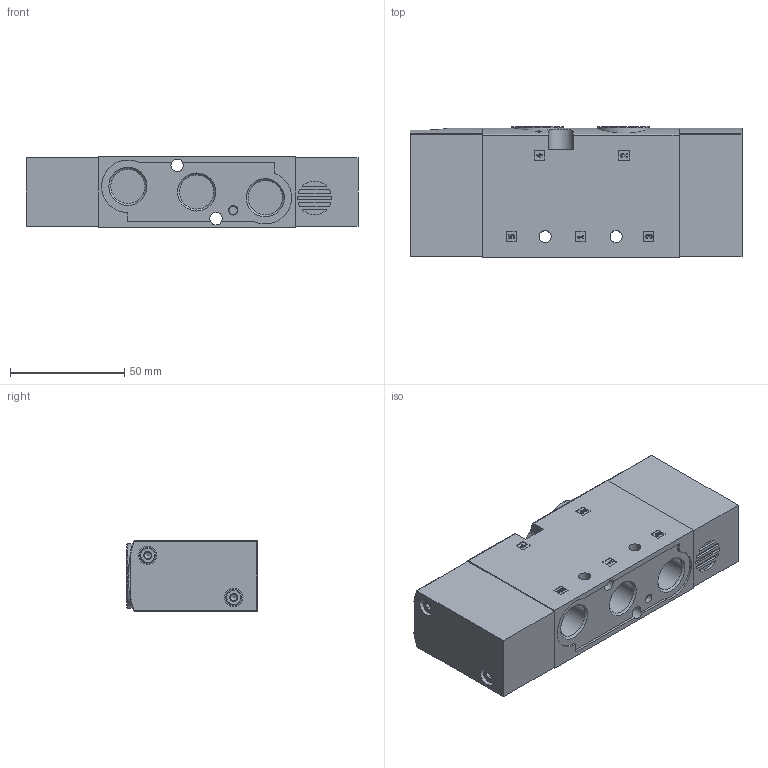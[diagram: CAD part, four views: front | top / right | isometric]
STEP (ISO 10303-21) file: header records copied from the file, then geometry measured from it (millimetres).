
FILE_DESCRIPTION(/* description */ ('STEP AP214'),/* implementation_level */ '2;1');
FILE_NAME(/* name */ '8096576_VUWS-LT30-M52-M-G38',/* time_stamp */ '2024-09-17T23:18:08+02:00',/* author */ ('License CC BY-ND 4.0'),/* organization */ ('CADENAS'),/* preprocessor_version */ 'ST-DEVELOPER v19.3',/* originating_system */ 'PARTsolutions',/* authorisation */ ' ');
FILE_SCHEMA (('AUTOMOTIVE_DESIGN {1 0 10303 214 3 1 1}'));
Length unit declared in the file: millimetre
Products named in the file (6): 8096576 VUWS-LT30-M52-M-G38; 1271695 VUVS-L30-.5.-G38 HOUSING---(H---0_M); 3065800 VUVS-L30-G-COVER53---(C---G); DIN-912 - M4x35(F); 1563753 VUVS-L25-G-COVER52---(C---G); 1808372 F-M4x40.5-10.9
Assembly tree (7 placements, depth 2):
  8096576 VUWS-LT30-M52-M-G38
    1271695 VUVS-L30-.5.-G38 HOUSING---(H---0_M)
    3065800 VUVS-L30-G-COVER53---(C---G)
    DIN-912 - M4x35(F)  x2
    1563753 VUVS-L25-G-COVER52---(C---G)
    1808372 F-M4x40.5-10.9  x2
Bounding box: 145 x 57 x 31 mm (x, y, z)
Volume: 226556.7 mm3; surface area: 45980.5 mm2
Topology: 7 solids, 7 shells, 497 faces, 1248 edges, 805 vertices
Faces by surface type: plane 264, cylinder 173, cone 55, torus 5
Full cylindrical faces by diameter (mm): 3 x4, 3.242 x4, 3.8 x2, 4 x4, 4.5 x2, 4.7 x2, 5.3 x2, 5.4 x2, 6 x1, 7 x2, 7.9 x2, 8 x2, 8.1 x2, 8.566 x1, 14.95 x5, 23 x2
Entity records: 13322 total; most frequent: CARTESIAN_POINT 2350, DIRECTION 2317, ORIENTED_EDGE 2102, EDGE_CURVE 1051, AXIS2_PLACEMENT_3D 826, VERTEX_POINT 735, LINE 665, VECTOR 665
